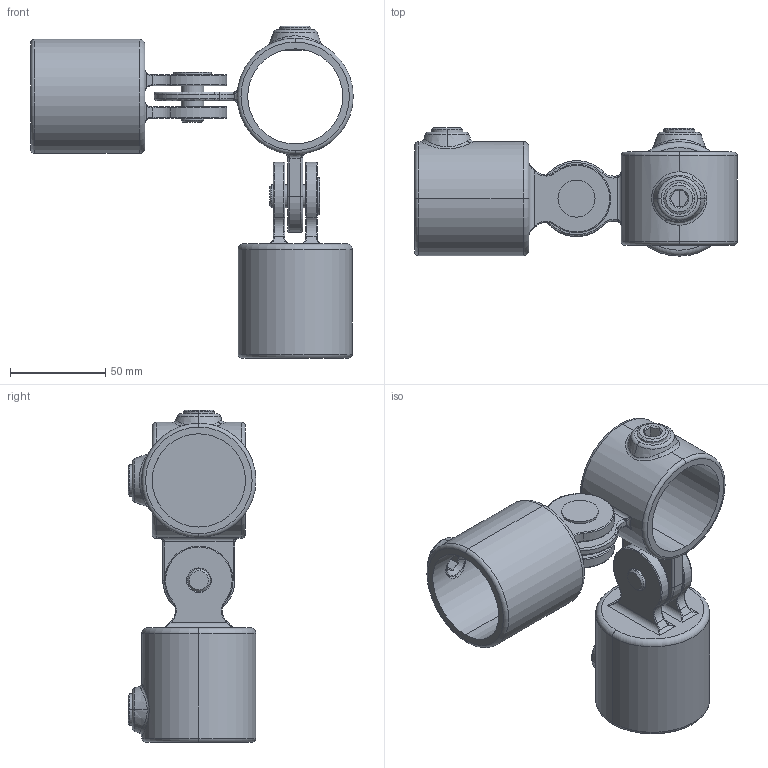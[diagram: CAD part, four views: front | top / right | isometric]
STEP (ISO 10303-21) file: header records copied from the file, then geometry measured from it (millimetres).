
FILE_DESCRIPTION (( 'STEP AP203' ), '1' );
FILE_NAME ('T16800.STEP', '2018-07-02T13:22:16', ( '' ), ( '' ), 'SwSTEP 2.0', 'SolidWorks 2016', '' );
FILE_SCHEMA (( 'CONFIG_CONTROL_DESIGN' ));
Length unit declared in the file: millimetre
Products named in the file (7): T16800M; Pivot Pin; T17300F; T16800; T19300
Assembly tree (9 placements, depth 3):
  T16800
    T16800M
      T16800M
      T19300
    T17300F  x2
      T17300F
      T19300
    Pivot Pin  x2
Bounding box: 169.5 x 67.2 x 174.5 mm (x, y, z)
Volume: 235818.9 mm3; surface area: 94530.1 mm2
Topology: 8 solids, 8 shells, 343 faces, 798 edges, 457 vertices
Faces by surface type: cylinder 105, torus 85, plane 63, bspline 56, cone 34
Entity records: 8589 total; most frequent: CARTESIAN_POINT 3393, DIRECTION 958, ORIENTED_EDGE 920, EDGE_CURVE 460, AXIS2_PLACEMENT_3D 423, VERTEX_POINT 270, CIRCLE 244, EDGE_LOOP 224
